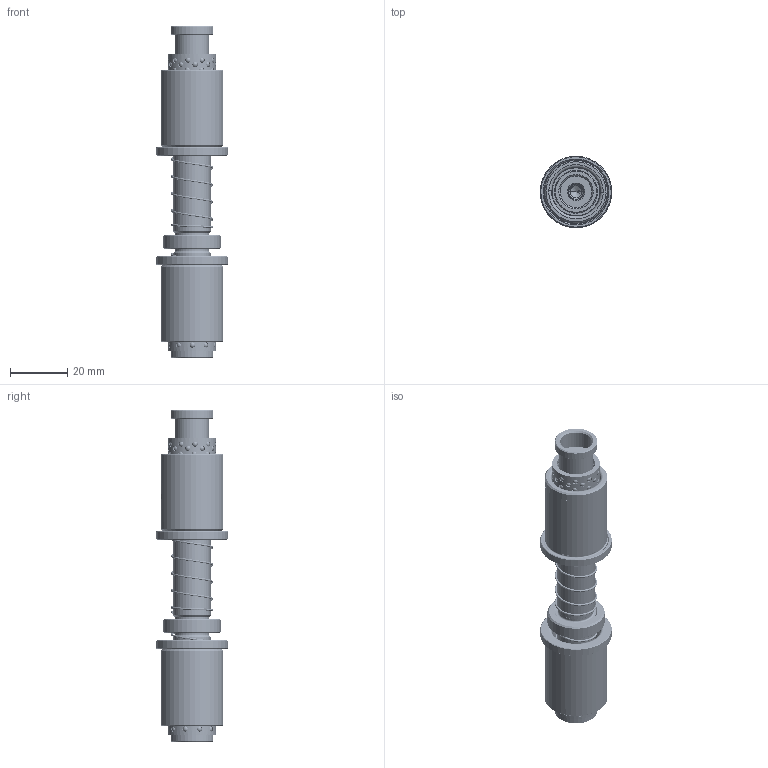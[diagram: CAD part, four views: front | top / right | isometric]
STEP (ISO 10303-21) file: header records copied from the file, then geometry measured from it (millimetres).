
FILE_DESCRIPTION (( 'STEP AP214' ), '1' );
FILE_NAME ('BJGPH BSGPH-D13-LA60-LB30-絳杶BL30.STEP', '2021-09-29T03:20:03', ( 'User' ), ( 'china' ), 'SwSTEP 2.0', 'SolidWorks 2016', '' );
FILE_SCHEMA (( 'AUTOMOTIVE_DESIGN' ));
Length unit declared in the file: millimetre
Products named in the file (10): GBBH--D22-d17-L30; GBBH-D22-d17-L30; HWP-B-D14.9-d13.5-L30; HWP-B-D14.9-d13.5-L50; GGTK-D15-d12-10; BSH BJH-D16.7-13.3-L25; BALL-D2; GPWH-D13-60-30-10; BJGPH BSGPH-D13-LA60-LB30-絳杶BL30
Assembly tree (140 placements, depth 3):
  BJGPH BSGPH-D13-LA60-LB30-絳杶BL30
    GPWH-D13-60-30-10
    BSH BJH-D16.7-13.3-L25  x2
      BSH BJH-D16.7-13.3-L25
      BALL-D2
    GGTK-D15-d12-10  x2
    HWP-B-D14.9-d13.5-L50
    HWP-B-D14.9-d13.5-L30
    GBBH-D22-d17-L30
    GBBH--D22-d17-L30
Bounding box: 24.98 x 24.98 x 116 mm (x, y, z)
Volume: 27036.6 mm3; surface area: 27718.4 mm2
Topology: 269 solids, 269 shells, 1250 faces, 5260 edges, 3476 vertices
Faces by surface type: sphere 1040, cylinder 68, cone 68, plane 42, torus 20, bspline 12
Entity records: 30912 total; most frequent: CARTESIAN_POINT 18572, ORIENTED_EDGE 2452, DIRECTION 2226, EDGE_CURVE 1226, AXIS2_PLACEMENT_3D 1038, VERTEX_POINT 794, EDGE_LOOP 704, B_SPLINE_CURVE_WITH_KNOTS 608
